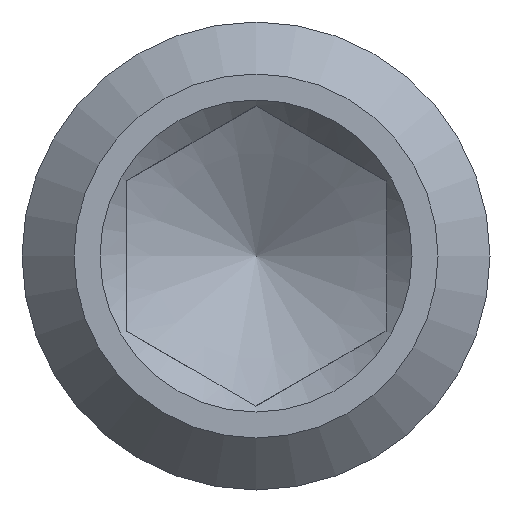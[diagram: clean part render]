
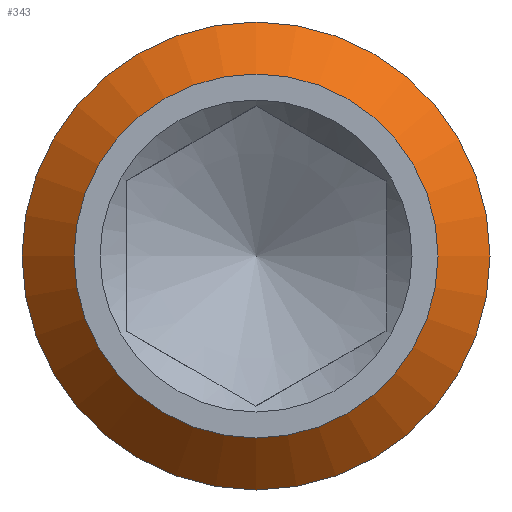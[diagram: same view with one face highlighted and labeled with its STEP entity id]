
A CAD part, left-side view. The second image highlights one B-rep face of the part: STEP entity #343.
In plain terms, the highlighted conical face has half-angle 45 degrees and reference radius 2 mm.
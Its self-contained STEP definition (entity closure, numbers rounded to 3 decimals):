
#53=FACE_OUTER_BOUND('',#77,.T.);
#77=EDGE_LOOP('',(#311,#312,#313,#314));
#105=LINE('',#613,#126);
#126=VECTOR('',#498,2.);
#145=CIRCLE('',#395,1.75);
#146=CIRCLE('',#397,2.25);
#176=VERTEX_POINT('',#608);
#177=VERTEX_POINT('',#611);
#221=EDGE_CURVE('',#176,#176,#145,.T.);
#222=EDGE_CURVE('',#177,#177,#146,.T.);
#223=EDGE_CURVE('',#177,#176,#105,.T.);
#311=ORIENTED_EDGE('',*,*,#222,.F.);
#312=ORIENTED_EDGE('',*,*,#223,.T.);
#313=ORIENTED_EDGE('',*,*,#221,.T.);
#314=ORIENTED_EDGE('',*,*,#223,.F.);
#323=CONICAL_SURFACE('',#396,2.,0.785);
#343=ADVANCED_FACE('',(#53),#323,.T.);
#395=AXIS2_PLACEMENT_3D('',#609,#492,#493);
#396=AXIS2_PLACEMENT_3D('',#610,#494,#495);
#397=AXIS2_PLACEMENT_3D('',#612,#496,#497);
#492=DIRECTION('center_axis',(1.,0.,0.));
#493=DIRECTION('ref_axis',(0.,0.,-1.));
#494=DIRECTION('center_axis',(1.,0.,0.));
#495=DIRECTION('ref_axis',(0.,1.,0.));
#496=DIRECTION('center_axis',(1.,0.,0.));
#497=DIRECTION('ref_axis',(0.,0.,-1.));
#498=DIRECTION('',(-0.707,0.707,0.));
#608=CARTESIAN_POINT('',(0.,-1.75,0.));
#609=CARTESIAN_POINT('Origin',(0.,0.,
0.));
#610=CARTESIAN_POINT('Origin',(0.25,0.,0.));
#611=CARTESIAN_POINT('',(0.5,-2.25,0.));
#612=CARTESIAN_POINT('Origin',(0.5,0.,0.));
#613=CARTESIAN_POINT('',(0.25,-2.,0.));
